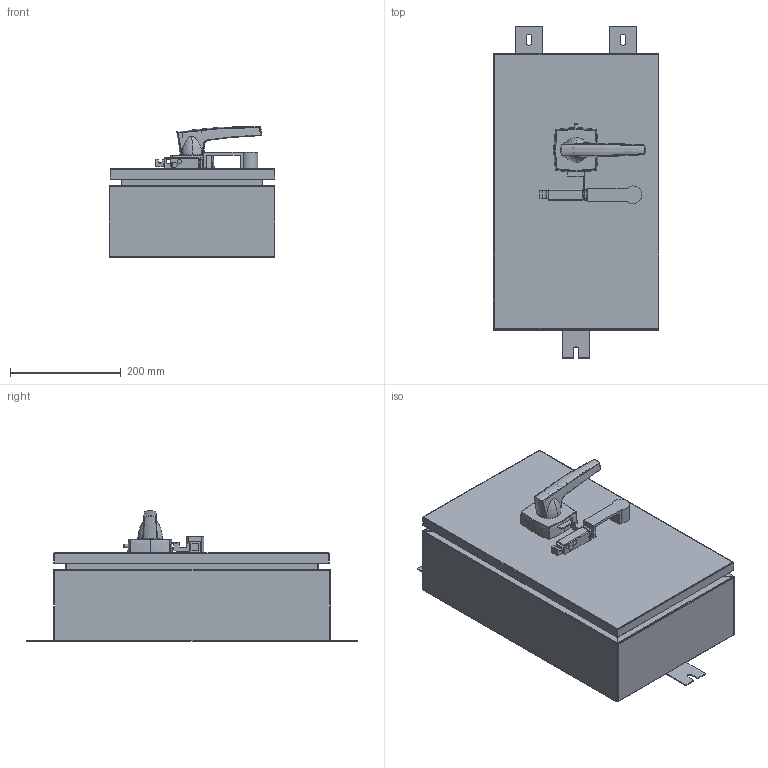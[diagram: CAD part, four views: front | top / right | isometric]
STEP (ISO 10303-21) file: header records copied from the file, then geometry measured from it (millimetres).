
FILE_DESCRIPTION (( 'STEP AP203' ), '1' );
FILE_NAME ('SB32-30-GM.STEP', '2017-05-10T17:21:56', ( '' ), ( '' ), 'SwSTEP 2.0', 'SolidWorks 2017', '' );
FILE_SCHEMA (( 'CONFIG_CONTROL_DESIGN' ));
Length unit declared in the file: millimetre
Products named in the file (2): SB32-30-GM
Assembly tree (1 placements, depth 2):
  SB32-30-GM
    SB32-30-GM
Bounding box: 300 x 600 x 236.65 mm (x, y, z)
Surface area: 1615210.1 mm2 (no closed solid volume)
Topology: 0 solids, 14 shells, 1934 faces, 5737 edges, 3771 vertices
Faces by surface type: plane 1208, cylinder 495, bspline 140, cone 44, torus 31, sphere 16
Entity records: 75372 total; most frequent: CARTESIAN_POINT 25363, ORIENTED_EDGE 11048, DIRECTION 9184, EDGE_CURVE 5737, VECTOR 3814, LINE 3814, VERTEX_POINT 3771, AXIS2_PLACEMENT_3D 2685
